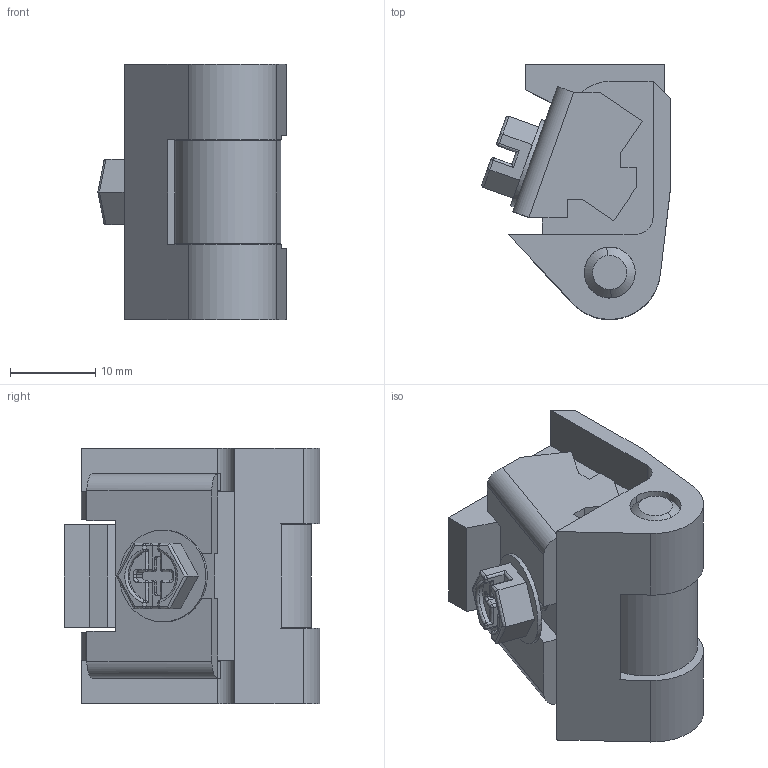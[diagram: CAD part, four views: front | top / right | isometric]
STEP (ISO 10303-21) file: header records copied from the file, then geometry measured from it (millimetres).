
FILE_DESCRIPTION((''),'2;1');
FILE_NAME('','2006-11-13T17:00:19',(''),(''),'','CADfix','');
FILE_SCHEMA(('AUTOMOTIVE_DESIGN'));
Length unit declared in the file: millimetre
Products named in the file (6): screw; shaft; hinge pieces_B; hinge pieces_A; bracket; TEH_1110_U5_N_3129_36
Assembly tree (5 placements, depth 2):
  TEH_1110_U5_N_3129_36
    screw
    shaft
    hinge pieces_B
    hinge pieces_A
    bracket
Bounding box: 22.12 x 30 x 30 mm (x, y, z)
Volume: 9328.9 mm3; surface area: 7966.4 mm2
Topology: 5 solids, 5 shells, 212 faces, 571 edges, 370 vertices
Faces by surface type: bspline 212
Entity records: 6811 total; most frequent: CARTESIAN_POINT 3412, ORIENTED_EDGE 1142, EDGE_CURVE 571, QUASI_UNIFORM_CURVE 374, VERTEX_POINT 370, EDGE_LOOP 223, FACE_OUTER_BOUND 212, ADVANCED_FACE 212
